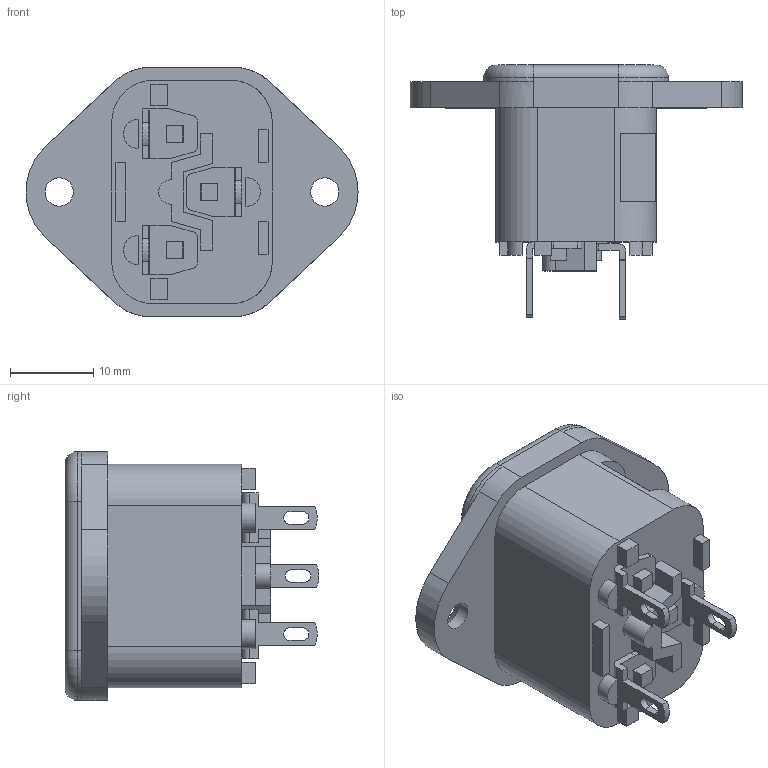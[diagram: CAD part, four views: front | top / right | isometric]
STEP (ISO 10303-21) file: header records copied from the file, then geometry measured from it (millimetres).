
FILE_DESCRIPTION (( 'STEP AP214' ), '1' );
FILE_NAME ('ACM-C4-GVS-TT_3D.step', '2024-03-07T16:48:54', ( '' ), ( '' ), 'SwSTEP 2.0', 'SolidWorks 2022', '' );
FILE_SCHEMA (( 'AUTOMOTIVE_DESIGN' ));
Length unit declared in the file: inch
Products named in the file (1): ACM-C4-GVS-TT_3D
Bounding box: 40 x 30.59 x 30 mm (x, y, z)
Volume: 5822.6 mm3; surface area: 6798.6 mm2
Topology: 7 solids, 7 shells, 332 faces, 882 edges, 573 vertices
Faces by surface type: plane 235, cylinder 89, cone 4, torus 4
Entity records: 10493 total; most frequent: CARTESIAN_POINT 1978, ORIENTED_EDGE 1764, DIRECTION 1701, EDGE_CURVE 882, VECTOR 677, LINE 677, VERTEX_POINT 573, AXIS2_PLACEMENT_3D 512
